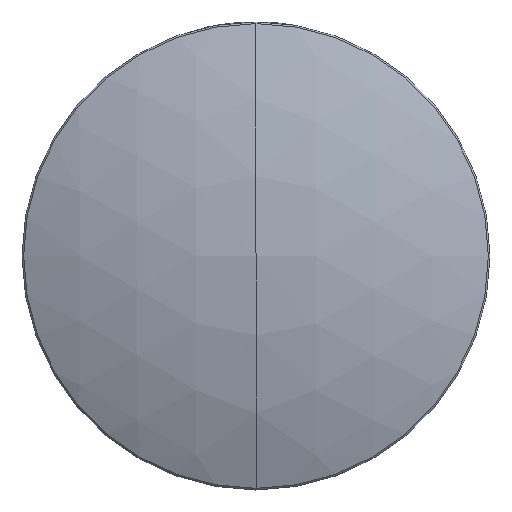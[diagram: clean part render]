
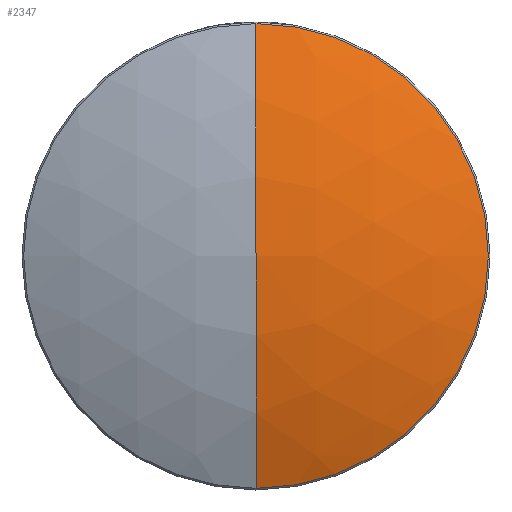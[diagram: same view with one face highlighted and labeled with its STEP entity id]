
A CAD part, top view. The second image highlights one B-rep face of the part: STEP entity #2347.
In plain terms, the highlighted spherical face has radius 64.38 mm.
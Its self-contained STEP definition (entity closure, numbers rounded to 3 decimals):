
#84 = CIRCLE ( 'NONE', #1973, 25.223 ) ;
#94 = ORIENTED_EDGE ( 'NONE', *, *, #1968, .T. ) ;
#294 = ORIENTED_EDGE ( 'NONE', *, *, #1948, .T. ) ;
#296 = CARTESIAN_POINT ( 'NONE',  ( 0., 0., -60.27 ) ) ;
#367 = CARTESIAN_POINT ( 'NONE',  ( 25.223, 0., -1.037 ) ) ;
#402 = EDGE_CURVE ( 'NONE', #513, #2420, #545, .T. ) ;
#411 = ORIENTED_EDGE ( 'NONE', *, *, #1307, .F. ) ;
#513 = VERTEX_POINT ( 'NONE', #2436 ) ;
#545 = CIRCLE ( 'NONE', #1583, 64.38 ) ;
#585 = AXIS2_PLACEMENT_3D ( 'NONE', #2118, #842, #1666 ) ;
#612 = CIRCLE ( 'NONE', #2585, 64.38 ) ;
#638 = CARTESIAN_POINT ( 'NONE',  ( 0., 0., 4.11 ) ) ;
#730 = EDGE_LOOP ( 'NONE', ( #294, #94, #2529, #411 ) ) ;
#793 = CARTESIAN_POINT ( 'NONE',  ( 0., -25.223, -1.037 ) ) ;
#829 = CARTESIAN_POINT ( 'NONE',  ( 0., 0., -1.037 ) ) ;
#842 = DIRECTION ( 'NONE',  ( 1., 0., 0. ) ) ;
#1016 = CARTESIAN_POINT ( 'NONE',  ( 0., 0., -60.27 ) ) ;
#1036 = DIRECTION ( 'NONE',  ( 1., 0., 0. ) ) ;
#1046 = DIRECTION ( 'NONE',  ( 0., 0., 1. ) ) ;
#1076 = SPHERICAL_SURFACE ( 'NONE', #585, 64.38 ) ;
#1248 = CARTESIAN_POINT ( 'NONE',  ( 0., 0., -1.037 ) ) ;
#1294 = CIRCLE ( 'NONE', #1918, 25.223 ) ;
#1307 = EDGE_CURVE ( 'NONE', #1527, #2420, #612, .T. ) ;
#1527 = VERTEX_POINT ( 'NONE', #793 ) ;
#1583 = AXIS2_PLACEMENT_3D ( 'NONE', #296, #2183, #2374 ) ;
#1666 = DIRECTION ( 'NONE',  ( 0., -1., 0. ) ) ;
#1918 = AXIS2_PLACEMENT_3D ( 'NONE', #1248, #2115, #2722 ) ;
#1948 = EDGE_CURVE ( 'NONE', #1527, #2337, #84, .T. ) ;
#1968 = EDGE_CURVE ( 'NONE', #2337, #513, #1294, .T. ) ;
#1973 = AXIS2_PLACEMENT_3D ( 'NONE', #829, #1046, #1036 ) ;
#2115 = DIRECTION ( 'NONE',  ( 0., 0., 1. ) ) ;
#2118 = CARTESIAN_POINT ( 'NONE',  ( 0., 0., -60.27 ) ) ;
#2183 = DIRECTION ( 'NONE',  ( 1., 0., 0. ) ) ;
#2268 = DIRECTION ( 'NONE',  ( 0., -1., 0. ) ) ;
#2337 = VERTEX_POINT ( 'NONE', #367 ) ;
#2347 = ADVANCED_FACE ( 'NONE', ( #2610 ), #1076, .T. ) ;
#2374 = DIRECTION ( 'NONE',  ( 0., 1., 0. ) ) ;
#2420 = VERTEX_POINT ( 'NONE', #638 ) ;
#2436 = CARTESIAN_POINT ( 'NONE',  ( 0., 25.223, -1.037 ) ) ;
#2466 = DIRECTION ( 'NONE',  ( -1., 0., 0. ) ) ;
#2529 = ORIENTED_EDGE ( 'NONE', *, *, #402, .T. ) ;
#2585 = AXIS2_PLACEMENT_3D ( 'NONE', #1016, #2466, #2268 ) ;
#2610 = FACE_OUTER_BOUND ( 'NONE', #730, .T. ) ;
#2722 = DIRECTION ( 'NONE',  ( 1., 0., 0. ) ) ;
